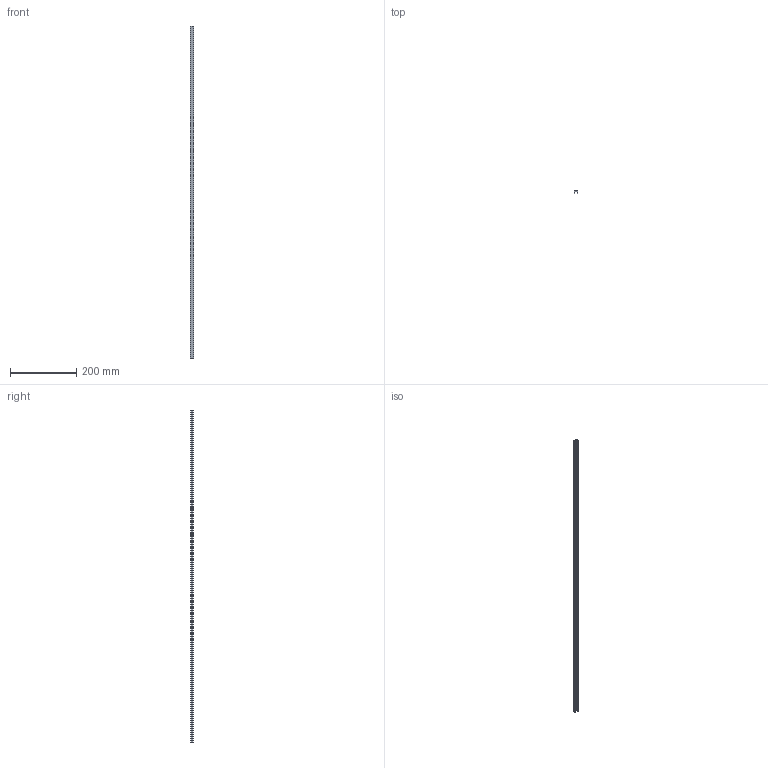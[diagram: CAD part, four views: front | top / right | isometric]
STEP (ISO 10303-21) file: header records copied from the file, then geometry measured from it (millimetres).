
FILE_DESCRIPTION(/* description */ (''),/* implementation_level */ '2;1');
FILE_NAME(/* name */ '80014_KriTec_Abdeckprofil_10_PP_schwarz.stp',/* time_stamp */ '2015-04-27T11:11:23+02:00',/* author */ ('kostic'),/* organization */ (''),/* preprocessor_version */ 'ST-DEVELOPER v15.2',/* originating_system */ 'Autodesk Inventor 2014',/* authorisation */ '');
FILE_SCHEMA (('CONFIG_CONTROL_DESIGN'));
Length unit declared in the file: millimetre
Products named in the file (1): 80014_KriTec_Abdeckprofil_10_PP_schwarz
Bounding box: 11.87 x 7.5 x 1000 mm (x, y, z)
Volume: 29131.9 mm3; surface area: 51371.6 mm2
Topology: 1 solids, 1 shells, 24 faces, 66 edges, 44 vertices
Faces by surface type: plane 18, cylinder 6
Entity records: 786 total; most frequent: CARTESIAN_POINT 135, ORIENTED_EDGE 132, DIRECTION 128, EDGE_CURVE 66, LINE 54, VECTOR 54, VERTEX_POINT 44, AXIS2_PLACEMENT_3D 37
